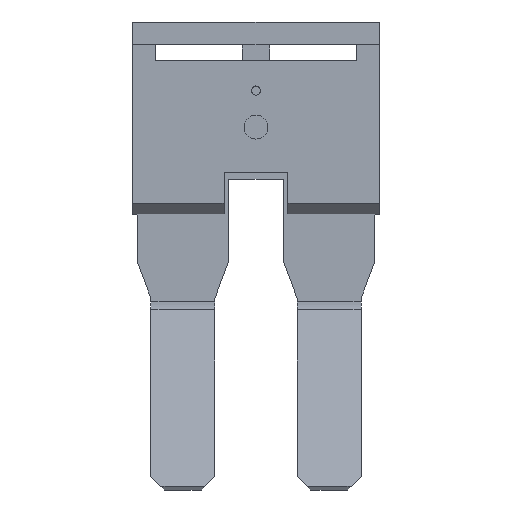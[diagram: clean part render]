
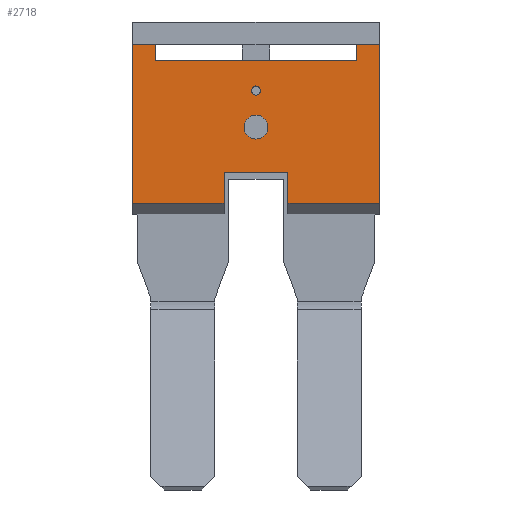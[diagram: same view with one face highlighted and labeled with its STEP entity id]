
A CAD part, top view. The second image highlights one B-rep face of the part: STEP entity #2718.
In plain terms, the highlighted planar face has unit normal (0, 0, 1).
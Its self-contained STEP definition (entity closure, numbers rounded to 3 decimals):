
#5 = CARTESIAN_POINT ( 'NONE',  ( -9.5, 13.946, -0.441 ) ) ;
#38 = CARTESIAN_POINT ( 'NONE',  ( 2.75, 6.146, -0.441 ) ) ;
#57 = EDGE_CURVE ( 'NONE', #661, #194, #1962, .T. ) ;
#102 = EDGE_CURVE ( 'NONE', #2975, #1917, #384, .T. ) ;
#162 = AXIS2_PLACEMENT_3D ( 'NONE', #2378, #966, #2612 ) ;
#177 = EDGE_LOOP ( 'NONE', ( #1354, #797 ) ) ;
#193 = DIRECTION ( 'NONE',  ( 1., 0., 0. ) ) ;
#194 = VERTEX_POINT ( 'NONE', #38 ) ;
#275 = ORIENTED_EDGE ( 'NONE', *, *, #1102, .F. ) ;
#326 = CARTESIAN_POINT ( 'NONE',  ( -2.25, 14.796, -0.441 ) ) ;
#334 = LINE ( 'NONE', #1329, #2757 ) ;
#384 = LINE ( 'NONE', #2189, #1967 ) ;
#392 = VERTEX_POINT ( 'NONE', #948 ) ;
#395 = CARTESIAN_POINT ( 'NONE',  ( -10.75, 6.146, -0.441 ) ) ;
#482 = LINE ( 'NONE', #734, #2345 ) ;
#509 = ORIENTED_EDGE ( 'NONE', *, *, #57, .F. ) ;
#513 = ORIENTED_EDGE ( 'NONE', *, *, #2450, .T. ) ;
#556 = AXIS2_PLACEMENT_3D ( 'NONE', #1005, #2650, #1234 ) ;
#569 = DIRECTION ( 'NONE',  ( 1., 0., 0. ) ) ;
#576 = ORIENTED_EDGE ( 'NONE', *, *, #2499, .F. ) ;
#600 = DIRECTION ( 'NONE',  ( 0., 0., 1. ) ) ;
#605 = ORIENTED_EDGE ( 'NONE', *, *, #102, .F. ) ;
#625 = AXIS2_PLACEMENT_3D ( 'NONE', #3010, #1594, #193 ) ;
#654 = DIRECTION ( 'NONE',  ( 0., 1., 0. ) ) ;
#656 = VERTEX_POINT ( 'NONE', #1545 ) ;
#661 = VERTEX_POINT ( 'NONE', #1789 ) ;
#712 = EDGE_CURVE ( 'NONE', #937, #2033, #1027, .T. ) ;
#728 = EDGE_CURVE ( 'NONE', #1391, #392, #334, .T. ) ;
#734 = CARTESIAN_POINT ( 'NONE',  ( 1.5, 13.946, -0.441 ) ) ;
#737 = FACE_BOUND ( 'NONE', #1432, .T. ) ;
#751 = CARTESIAN_POINT ( 'NONE',  ( -5.75, 7.796, -0.441 ) ) ;
#756 = CARTESIAN_POINT ( 'NONE',  ( -2.25, 6.146, -0.441 ) ) ;
#760 = DIRECTION ( 'NONE',  ( 1., 0., 0. ) ) ;
#769 = CIRCLE ( 'NONE', #1956, 0.65 ) ;
#797 = ORIENTED_EDGE ( 'NONE', *, *, #1327, .F. ) ;
#871 = EDGE_CURVE ( 'NONE', #2975, #1472, #1753, .T. ) ;
#914 = VERTEX_POINT ( 'NONE', #2827 ) ;
#919 = DIRECTION ( 'NONE',  ( 0., 0., 1. ) ) ;
#937 = VERTEX_POINT ( 'NONE', #751 ) ;
#948 = CARTESIAN_POINT ( 'NONE',  ( 1.5, 14.796, -0.441 ) ) ;
#966 = DIRECTION ( 'NONE',  ( 0., 0., 1. ) ) ;
#977 = ORIENTED_EDGE ( 'NONE', *, *, #871, .T. ) ;
#981 = CIRCLE ( 'NONE', #625, 0.25 ) ;
#982 = DIRECTION ( 'NONE',  ( 0., -1., 0. ) ) ;
#991 = LINE ( 'NONE', #756, #1129 ) ;
#1005 = CARTESIAN_POINT ( 'NONE',  ( -4., 12.296, -0.441 ) ) ;
#1027 = LINE ( 'NONE', #2516, #1570 ) ;
#1102 = EDGE_CURVE ( 'NONE', #1855, #2811, #2566, .T. ) ;
#1129 = VECTOR ( 'NONE', #982, 1000. ) ;
#1171 = CARTESIAN_POINT ( 'NONE',  ( -10.75, 6.146, -0.441 ) ) ;
#1234 = DIRECTION ( 'NONE',  ( 1., 0., 0. ) ) ;
#1270 = VECTOR ( 'NONE', #760, 1000. ) ;
#1327 = EDGE_CURVE ( 'NONE', #1854, #914, #769, .T. ) ;
#1329 = CARTESIAN_POINT ( 'NONE',  ( 1.5, 13.946, -0.441 ) ) ;
#1342 = CARTESIAN_POINT ( 'NONE',  ( -4.65, 10.296, -0.441 ) ) ;
#1346 = LINE ( 'NONE', #2400, #1270 ) ;
#1354 = ORIENTED_EDGE ( 'NONE', *, *, #2346, .F. ) ;
#1356 = ORIENTED_EDGE ( 'NONE', *, *, #1544, .T. ) ;
#1362 = CARTESIAN_POINT ( 'NONE',  ( -9.5, 14.796, -0.441 ) ) ;
#1379 = FACE_OUTER_BOUND ( 'NONE', #2656, .T. ) ;
#1391 = VERTEX_POINT ( 'NONE', #2946 ) ;
#1408 = DIRECTION ( 'NONE',  ( 1., 0., 0. ) ) ;
#1416 = CARTESIAN_POINT ( 'NONE',  ( -3.75, 12.296, -0.441 ) ) ;
#1418 = DIRECTION ( 'NONE',  ( 0., -1., 0. ) ) ;
#1432 = EDGE_LOOP ( 'NONE', ( #2915, #275 ) ) ;
#1455 = ORIENTED_EDGE ( 'NONE', *, *, #2909, .T. ) ;
#1472 = VERTEX_POINT ( 'NONE', #395 ) ;
#1490 = CARTESIAN_POINT ( 'NONE',  ( -10.75, 14.796, -0.441 ) ) ;
#1544 = EDGE_CURVE ( 'NONE', #2217, #194, #2385, .T. ) ;
#1545 = CARTESIAN_POINT ( 'NONE',  ( -9.5, 13.946, -0.441 ) ) ;
#1570 = VECTOR ( 'NONE', #2976, 1000. ) ;
#1576 = CARTESIAN_POINT ( 'NONE',  ( -4.25, 12.296, -0.441 ) ) ;
#1583 = CARTESIAN_POINT ( 'NONE',  ( -2.25, 6.146, -0.441 ) ) ;
#1590 = CARTESIAN_POINT ( 'NONE',  ( -2.25, 6.146, -0.441 ) ) ;
#1594 = DIRECTION ( 'NONE',  ( 0., 0., 1. ) ) ;
#1645 = VECTOR ( 'NONE', #1418, 1000. ) ;
#1718 = LINE ( 'NONE', #326, #2967 ) ;
#1753 = LINE ( 'NONE', #1171, #2306 ) ;
#1757 = DIRECTION ( 'NONE',  ( 1., 0., 0. ) ) ;
#1789 = CARTESIAN_POINT ( 'NONE',  ( 2.75, 14.796, -0.441 ) ) ;
#1808 = ORIENTED_EDGE ( 'NONE', *, *, #712, .F. ) ;
#1846 = DIRECTION ( 'NONE',  ( 1., 0., 0. ) ) ;
#1854 = VERTEX_POINT ( 'NONE', #1342 ) ;
#1855 = VERTEX_POINT ( 'NONE', #1576 ) ;
#1860 = ORIENTED_EDGE ( 'NONE', *, *, #2964, .T. ) ;
#1880 = EDGE_CURVE ( 'NONE', #2811, #1855, #981, .T. ) ;
#1887 = CARTESIAN_POINT ( 'NONE',  ( -2.25, 7.796, -0.441 ) ) ;
#1908 = LINE ( 'NONE', #5, #1645 ) ;
#1917 = VERTEX_POINT ( 'NONE', #1362 ) ;
#1956 = AXIS2_PLACEMENT_3D ( 'NONE', #2004, #600, #2234 ) ;
#1957 = AXIS2_PLACEMENT_3D ( 'NONE', #2325, #919, #2569 ) ;
#1962 = LINE ( 'NONE', #2665, #3054 ) ;
#1967 = VECTOR ( 'NONE', #1757, 1000. ) ;
#1979 = DIRECTION ( 'NONE',  ( 1., 0., 0. ) ) ;
#1983 = CIRCLE ( 'NONE', #162, 0.65 ) ;
#1990 = ORIENTED_EDGE ( 'NONE', *, *, #728, .F. ) ;
#2002 = ORIENTED_EDGE ( 'NONE', *, *, #2347, .F. ) ;
#2004 = CARTESIAN_POINT ( 'NONE',  ( -4., 10.296, -0.441 ) ) ;
#2033 = VERTEX_POINT ( 'NONE', #3057 ) ;
#2035 = EDGE_CURVE ( 'NONE', #656, #1391, #482, .T. ) ;
#2189 = CARTESIAN_POINT ( 'NONE',  ( -2.25, 14.796, -0.441 ) ) ;
#2202 = CARTESIAN_POINT ( 'NONE',  ( -14.446, 7.796, -0.441 ) ) ;
#2217 = VERTEX_POINT ( 'NONE', #1583 ) ;
#2234 = DIRECTION ( 'NONE',  ( 1., 0., 0. ) ) ;
#2282 = VERTEX_POINT ( 'NONE', #1887 ) ;
#2299 = VECTOR ( 'NONE', #1846, 1000. ) ;
#2306 = VECTOR ( 'NONE', #2592, 1000. ) ;
#2325 = CARTESIAN_POINT ( 'NONE',  ( -2.25, 6.146, -0.441 ) ) ;
#2326 = ORIENTED_EDGE ( 'NONE', *, *, #2035, .F. ) ;
#2345 = VECTOR ( 'NONE', #1408, 1000. ) ;
#2346 = EDGE_CURVE ( 'NONE', #914, #1854, #1983, .T. ) ;
#2347 = EDGE_CURVE ( 'NONE', #1917, #656, #1908, .T. ) ;
#2378 = CARTESIAN_POINT ( 'NONE',  ( -4., 10.296, -0.441 ) ) ;
#2385 = LINE ( 'NONE', #1590, #2299 ) ;
#2396 = VECTOR ( 'NONE', #569, 1000. ) ;
#2400 = CARTESIAN_POINT ( 'NONE',  ( -10.75, 6.146, -0.441 ) ) ;
#2450 = EDGE_CURVE ( 'NONE', #1472, #2033, #1346, .T. ) ;
#2499 = EDGE_CURVE ( 'NONE', #392, #661, #1718, .T. ) ;
#2516 = CARTESIAN_POINT ( 'NONE',  ( -5.75, 6.146, -0.441 ) ) ;
#2566 = CIRCLE ( 'NONE', #556, 0.25 ) ;
#2569 = DIRECTION ( 'NONE',  ( 1., 0., 0. ) ) ;
#2592 = DIRECTION ( 'NONE',  ( 0., -1., 0. ) ) ;
#2612 = DIRECTION ( 'NONE',  ( 1., 0., 0. ) ) ;
#2650 = DIRECTION ( 'NONE',  ( 0., 0., 1. ) ) ;
#2656 = EDGE_LOOP ( 'NONE', ( #1990, #2326, #2002, #605, #977, #513, #1808, #1860, #1455, #1356, #509, #576 ) ) ;
#2665 = CARTESIAN_POINT ( 'NONE',  ( 2.75, 6.146, -0.441 ) ) ;
#2718 = ADVANCED_FACE ( 'NONE', ( #737, #2859, #1379 ), #2784, .T. ) ;
#2757 = VECTOR ( 'NONE', #654, 1000. ) ;
#2784 = PLANE ( 'NONE',  #1957 ) ;
#2811 = VERTEX_POINT ( 'NONE', #1416 ) ;
#2827 = CARTESIAN_POINT ( 'NONE',  ( -3.35, 10.296, -0.441 ) ) ;
#2859 = FACE_BOUND ( 'NONE', #177, .T. ) ;
#2862 = DIRECTION ( 'NONE',  ( 0., -1., 0. ) ) ;
#2909 = EDGE_CURVE ( 'NONE', #2282, #2217, #991, .T. ) ;
#2915 = ORIENTED_EDGE ( 'NONE', *, *, #1880, .F. ) ;
#2946 = CARTESIAN_POINT ( 'NONE',  ( 1.5, 13.946, -0.441 ) ) ;
#2964 = EDGE_CURVE ( 'NONE', #937, #2282, #3001, .T. ) ;
#2967 = VECTOR ( 'NONE', #1979, 1000. ) ;
#2975 = VERTEX_POINT ( 'NONE', #1490 ) ;
#2976 = DIRECTION ( 'NONE',  ( 0., -1., 0. ) ) ;
#3001 = LINE ( 'NONE', #2202, #2396 ) ;
#3010 = CARTESIAN_POINT ( 'NONE',  ( -4., 12.296, -0.441 ) ) ;
#3054 = VECTOR ( 'NONE', #2862, 1000. ) ;
#3057 = CARTESIAN_POINT ( 'NONE',  ( -5.75, 6.146, -0.441 ) ) ;
